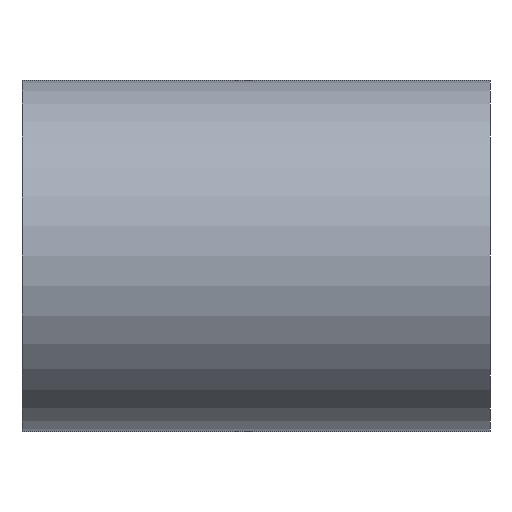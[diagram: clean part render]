
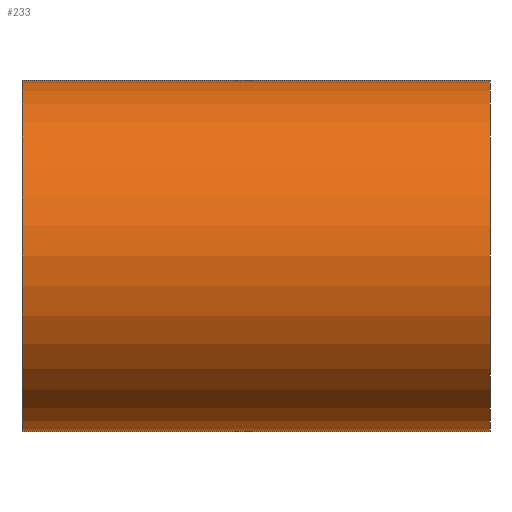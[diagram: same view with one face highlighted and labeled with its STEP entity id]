
A CAD part, front view. The second image highlights one B-rep face of the part: STEP entity #233.
In plain terms, the highlighted cylindrical face has radius 60 mm (diameter 120 mm), a partial arc.
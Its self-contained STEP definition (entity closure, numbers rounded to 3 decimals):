
#3 = VECTOR ( 'NONE', #51, 1000. ) ;
#13 = CARTESIAN_POINT ( 'NONE',  ( 153.983, 0., 0. ) ) ;
#27 = CARTESIAN_POINT ( 'NONE',  ( -6.017, 0., -60. ) ) ;
#51 = DIRECTION ( 'NONE',  ( -1., 0., 0. ) ) ;
#56 = EDGE_CURVE ( 'NONE', #305, #143, #218, .T. ) ;
#60 = DIRECTION ( 'NONE',  ( 0., 0., 1. ) ) ;
#89 = CYLINDRICAL_SURFACE ( 'NONE', #199, 60. ) ;
#101 = DIRECTION ( 'NONE',  ( 0., 0., 1. ) ) ;
#105 = CARTESIAN_POINT ( 'NONE',  ( 153.983, 0., -60. ) ) ;
#111 = CIRCLE ( 'NONE', #176, 60. ) ;
#116 = EDGE_LOOP ( 'NONE', ( #269, #271, #194, #169 ) ) ;
#132 = FACE_OUTER_BOUND ( 'NONE', #116, .T. ) ;
#134 = AXIS2_PLACEMENT_3D ( 'NONE', #13, #189, #136 ) ;
#136 = DIRECTION ( 'NONE',  ( 0., 0., 1. ) ) ;
#143 = VERTEX_POINT ( 'NONE', #27 ) ;
#144 = EDGE_CURVE ( 'NONE', #143, #181, #111, .T. ) ;
#153 = VERTEX_POINT ( 'NONE', #202 ) ;
#158 = CARTESIAN_POINT ( 'NONE',  ( -46.222, 0., 60. ) ) ;
#159 = DIRECTION ( 'NONE',  ( -1., 0., 0. ) ) ;
#169 = ORIENTED_EDGE ( 'NONE', *, *, #144, .F. ) ;
#176 = AXIS2_PLACEMENT_3D ( 'NONE', #313, #250, #101 ) ;
#181 = VERTEX_POINT ( 'NONE', #314 ) ;
#189 = DIRECTION ( 'NONE',  ( -1., 0., 0. ) ) ;
#194 = ORIENTED_EDGE ( 'NONE', *, *, #236, .T. ) ;
#197 = EDGE_CURVE ( 'NONE', #305, #153, #237, .T. ) ;
#199 = AXIS2_PLACEMENT_3D ( 'NONE', #272, #159, #60 ) ;
#202 = CARTESIAN_POINT ( 'NONE',  ( 153.983, 0., 60. ) ) ;
#218 = LINE ( 'NONE', #232, #3 ) ;
#232 = CARTESIAN_POINT ( 'NONE',  ( -46.222, 0., -60. ) ) ;
#233 = ADVANCED_FACE ( 'NONE', ( #132 ), #89, .T. ) ;
#236 = EDGE_CURVE ( 'NONE', #153, #181, #253, .T. ) ;
#237 = CIRCLE ( 'NONE', #134, 60. ) ;
#250 = DIRECTION ( 'NONE',  ( -1., 0., 0. ) ) ;
#251 = DIRECTION ( 'NONE',  ( -1., 0., 0. ) ) ;
#253 = LINE ( 'NONE', #158, #257 ) ;
#257 = VECTOR ( 'NONE', #251, 1000. ) ;
#269 = ORIENTED_EDGE ( 'NONE', *, *, #56, .F. ) ;
#271 = ORIENTED_EDGE ( 'NONE', *, *, #197, .T. ) ;
#272 = CARTESIAN_POINT ( 'NONE',  ( -46.222, 0., 0. ) ) ;
#305 = VERTEX_POINT ( 'NONE', #105 ) ;
#313 = CARTESIAN_POINT ( 'NONE',  ( -6.017, 0., 0. ) ) ;
#314 = CARTESIAN_POINT ( 'NONE',  ( -6.017, 0., 60. ) ) ;
